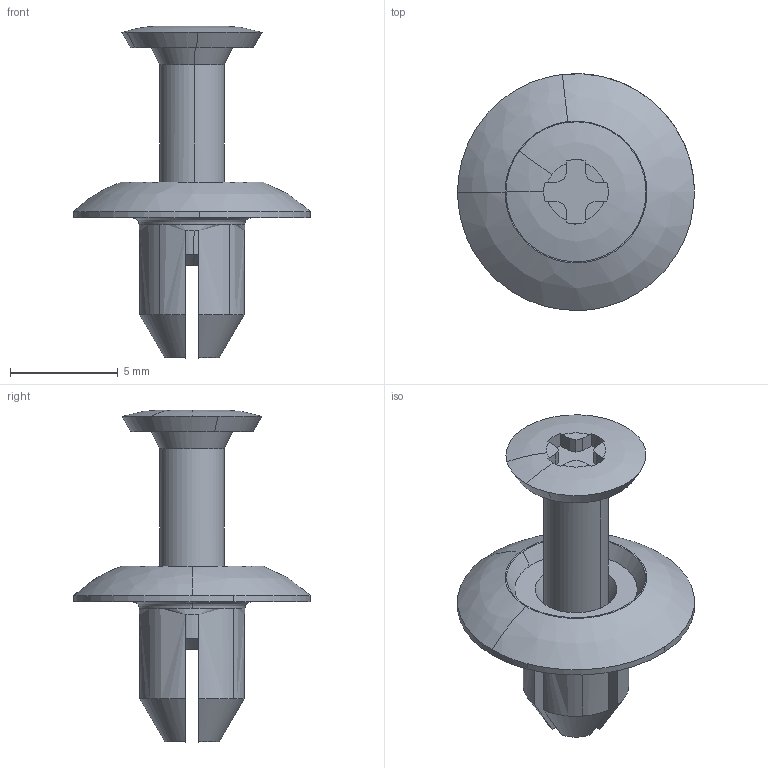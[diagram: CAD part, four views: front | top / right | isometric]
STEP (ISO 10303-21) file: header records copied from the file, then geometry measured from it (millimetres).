
FILE_DESCRIPTION((''),'2;1');
FILE_NAME('','2006-10-06T18:07:50',(''),(''),'','CADfix','');
FILE_SCHEMA(('AUTOMOTIVE_DESIGN'));
Length unit declared in the file: millimetre
Products named in the file (3): pin; grommet; TL_330_1_9957_36
Assembly tree (2 placements, depth 2):
  TL_330_1_9957_36
    pin
    grommet
Bounding box: 11 x 10.99 x 15.41 mm (x, y, z)
Volume: 244.6 mm3; surface area: 543.4 mm2
Topology: 2 solids, 2 shells, 78 faces, 242 edges, 170 vertices
Faces by surface type: bspline 78
Entity records: 2925 total; most frequent: CARTESIAN_POINT 1537, ORIENTED_EDGE 484, EDGE_CURVE 242, VERTEX_POINT 170, QUASI_UNIFORM_CURVE 114, EDGE_LOOP 82, FACE_OUTER_BOUND 78, ADVANCED_FACE 78
